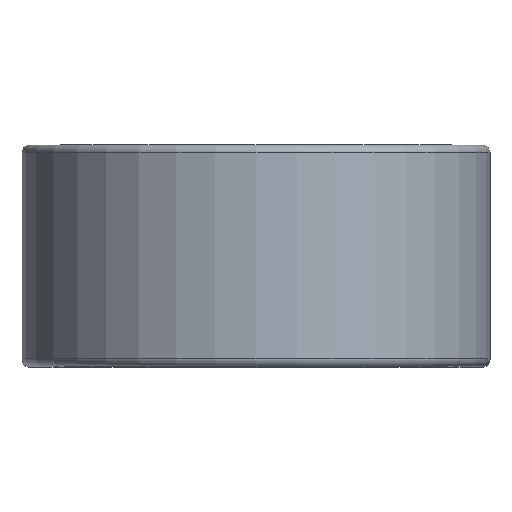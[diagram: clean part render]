
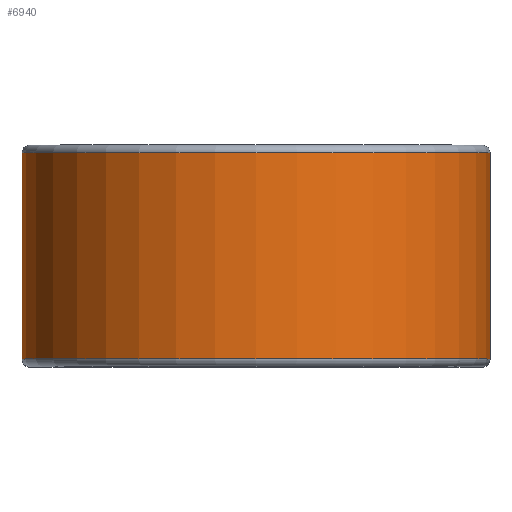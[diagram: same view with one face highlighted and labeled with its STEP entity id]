
A CAD part, top view. The second image highlights one B-rep face of the part: STEP entity #6940.
In plain terms, the highlighted cylindrical face has radius 15.1 mm (diameter 30.2 mm), a partial arc.
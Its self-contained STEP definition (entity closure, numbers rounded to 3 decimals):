
#54=CYLINDRICAL_SURFACE('',#7231,15.1);
#76=CIRCLE('',#7202,15.1);
#80=CIRCLE('',#7212,15.1);
#729=FACE_OUTER_BOUND('',#1139,.T.);
#1139=EDGE_LOOP('',(#6374,#6375,#6376,#6377));
#1828=LINE('',#12824,#2507);
#1829=LINE('',#12825,#2508);
#2507=VECTOR('',#8460,10.);
#2508=VECTOR('',#8461,10.);
#3417=VERTEX_POINT('',#12750);
#3418=VERTEX_POINT('',#12754);
#3420=VERTEX_POINT('',#12767);
#3422=VERTEX_POINT('',#12773);
#4387=EDGE_CURVE('',#3417,#3418,#76,.T.);
#4398=EDGE_CURVE('',#3420,#3422,#80,.T.);
#4423=EDGE_CURVE('',#3417,#3422,#1828,.T.);
#4424=EDGE_CURVE('',#3418,#3420,#1829,.T.);
#6374=ORIENTED_EDGE('',*,*,#4387,.F.);
#6375=ORIENTED_EDGE('',*,*,#4423,.T.);
#6376=ORIENTED_EDGE('',*,*,#4398,.F.);
#6377=ORIENTED_EDGE('',*,*,#4424,.F.);
#6940=ADVANCED_FACE('',(#729),#54,.T.);
#7202=AXIS2_PLACEMENT_3D('',#12756,#8375,#8376);
#7212=AXIS2_PLACEMENT_3D('',#12777,#8401,#8402);
#7231=AXIS2_PLACEMENT_3D('',#12823,#8458,#8459);
#8375=DIRECTION('center_axis',(0.,-1.,0.));
#8376=DIRECTION('ref_axis',(0.,0.,1.));
#8401=DIRECTION('center_axis',(0.,1.,0.));
#8402=DIRECTION('ref_axis',(0.,0.,1.));
#8458=DIRECTION('center_axis',(0.,1.,0.));
#8459=DIRECTION('ref_axis',(-1.,0.,0.));
#8460=DIRECTION('',(0.,1.,0.));
#8461=DIRECTION('',(0.,1.,0.));
#12750=CARTESIAN_POINT('',(15.1,-6.65,15.1));
#12754=CARTESIAN_POINT('',(-15.1,-6.65,15.1));
#12756=CARTESIAN_POINT('Origin',(0.,-6.65,15.1));
#12767=CARTESIAN_POINT('',(-15.1,6.65,15.1));
#12773=CARTESIAN_POINT('',(15.1,6.65,15.1));
#12777=CARTESIAN_POINT('Origin',(0.,6.65,15.1));
#12823=CARTESIAN_POINT('Origin',(0.,0.,15.1));
#12824=CARTESIAN_POINT('',(15.1,0.,15.1));
#12825=CARTESIAN_POINT('',(-15.1,0.,15.1));
